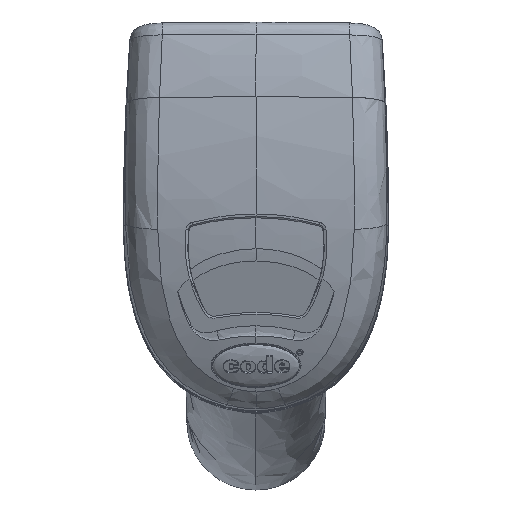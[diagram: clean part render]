
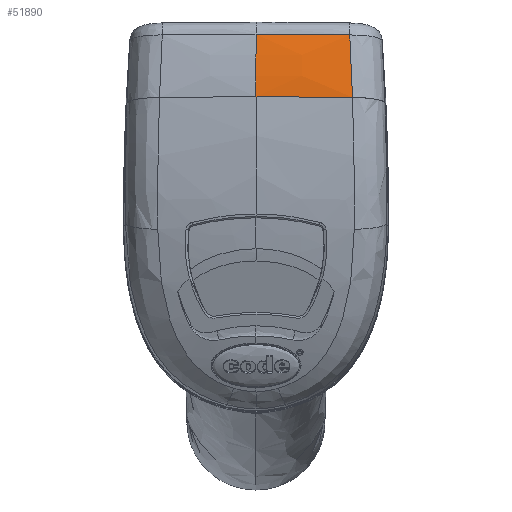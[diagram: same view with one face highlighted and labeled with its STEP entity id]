
A CAD part, top view. The second image highlights one B-rep face of the part: STEP entity #51890.
In plain terms, the highlighted free-form (B-spline) face has degree [3, 3] with [4, 10] control points.
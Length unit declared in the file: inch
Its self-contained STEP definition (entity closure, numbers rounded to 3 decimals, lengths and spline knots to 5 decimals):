
#3936 = CARTESIAN_POINT ( 'NONE',  ( 0.74334, -0.55158, 5.79074 ) ) ;
#4626 = CARTESIAN_POINT ( 'NONE',  ( 0.38791, -0.54757, 5.81604 ) ) ;
#6453 = CARTESIAN_POINT ( 'NONE',  ( 0.5874, -0.40573, 5.79556 ) ) ;
#7138 = CARTESIAN_POINT ( 'NONE',  ( -0.04596, -0.40209, 5.81616 ) ) ;
#8506 = CARTESIAN_POINT ( 'NONE',  ( 0.82461, -0.21563, 5.74609 ) ) ;
#8684 = CARTESIAN_POINT ( 'NONE',  ( 0.24108, -0.0648, 5.75707 ) ) ;
#9188 = CARTESIAN_POINT ( 'NONE',  ( -0.03064, -0.01748, 5.74699 ) ) ;
#12318 = CARTESIAN_POINT ( 'NONE',  ( 0.24828, -0.54654, 5.82257 ) ) ;
#13183 = CARTESIAN_POINT ( 'NONE',  ( 0.73791, -0.39031, 5.77846 ) ) ;
#16137 = CARTESIAN_POINT ( 'NONE',  ( -0.04584, -0.59833, 5.82915 ) ) ;
#20246 = CARTESIAN_POINT ( 'NONE',  ( 0.23502, -0.01793, 5.74444 ) ) ;
#24224 = CARTESIAN_POINT ( 'NONE',  ( 0.73087, -0.2291, 5.75624 ) ) ;
#25820 = CARTESIAN_POINT ( 'NONE',  ( 0.74498, -0.21422, 5.75408 ) ) ;
#26516 = CARTESIAN_POINT ( 'NONE',  ( 0.74235, -0.60439, 5.79477 ) ) ;
#27887 = CARTESIAN_POINT ( 'NONE',  ( 0.82169, -0.6058, 5.78681 ) ) ;
#27923 = CARTESIAN_POINT ( 'NONE',  ( 0.72225, -0.07056, 5.7244 ) ) ;
#28594 = CARTESIAN_POINT ( 'NONE',  ( 0.47041, -0.2104, 5.77574 ) ) ;
#33741 = CARTESIAN_POINT ( 'NONE',  ( 0.12415, -0.54608, 5.82547 ) ) ;
#34255 = DIRECTION ( 'NONE',  ( -1., 0., 0. ) ) ;
#35471 = EDGE_LOOP ( 'NONE', ( #126611, #121175, #58172, #76236 ) ) ;
#35758 = CARTESIAN_POINT ( 'NONE',  ( 0.40352, -0.5477, 5.81527 ) ) ;
#36183 = CARTESIAN_POINT ( 'NONE',  ( 0.58789, -0.21177, 5.76797 ) ) ;
#36854 = CARTESIAN_POINT ( 'NONE',  ( 0.11718, -0.59831, 5.82928 ) ) ;
#37402 = EDGE_CURVE ( 'NONE', #67694, #117099, #48022, .T. ) ;
#38250 = CARTESIAN_POINT ( 'NONE',  ( 0.11759, -0.20811, 5.78871 ) ) ;
#48022 =( BOUNDED_CURVE ( )  B_SPLINE_CURVE ( 3, ( #76096, #24224, #13183, #130006 ),
 .UNSPECIFIED., .F., .T. ) 
 B_SPLINE_CURVE_WITH_KNOTS ( ( 4, 4 ),
 ( 0., 1. ),
 .UNSPECIFIED. ) 
 CURVE ( )  GEOMETRIC_REPRESENTATION_ITEM ( )  RATIONAL_B_SPLINE_CURVE ( ( 1., 1., 1., 1. ) ) 
 REPRESENTATION_ITEM ( '' )  );
#48614 = CARTESIAN_POINT ( 'NONE',  ( 0.82393, -0.40958, 5.7737 ) ) ;
#49986 = CARTESIAN_POINT ( 'NONE',  ( -0.046, -0.20814, 5.78858 ) ) ;
#51354 = CARTESIAN_POINT ( 'NONE',  ( 0.78402, -0.02425, 5.70859 ) ) ;
#51890 = ADVANCED_FACE ( 'NONE', ( #90831 ), #69732, .F. ) ;
#52019 = CARTESIAN_POINT ( 'NONE',  ( -0.01531, -0.01747, 5.74703 ) ) ;
#52287 = AXIS2_PLACEMENT_3D ( 'NONE', #88183, #34255, #108954 ) ;
#55155 = CARTESIAN_POINT ( 'NONE',  ( 0.58957, -0.54947, 5.80408 ) ) ;
#57169 = CARTESIAN_POINT ( 'NONE',  ( 0.48118, -0.54836, 5.81105 ) ) ;
#58172 = ORIENTED_EDGE ( 'NONE', *, *, #87261, .F. ) ;
#58967 = CARTESIAN_POINT ( 'NONE',  ( 0.23506, -0.40253, 5.8137 ) ) ;
#59685 = CARTESIAN_POINT ( 'NONE',  ( 0.11749, -0.40207, 5.81629 ) ) ;
#60765 = B_SPLINE_CURVE_WITH_KNOTS ( 'NONE', 3,
 ( #3936, #109749, #55155, #57169, #88330, #35758, #4626, #12318, #33741, #96676 ),
 .UNSPECIFIED., .F., .F.,
 ( 4, 1, 1, 2, 2, 4 ),
 ( 0., 0.25, 0.375, 0.4375, 0.5, 1. ),
 .UNSPECIFIED. ) ;
#61728 = CARTESIAN_POINT ( 'NONE',  ( 0.11747, -0.01747, 5.74703 ) ) ;
#64023 = EDGE_CURVE ( 'NONE', #117099, #129312, #60765, .T. ) ;
#65909 = CARTESIAN_POINT ( 'NONE',  ( 0., -0.54608, 5.82547 ) ) ;
#67694 = VERTEX_POINT ( 'NONE', #27923 ) ;
#68754 = EDGE_CURVE ( 'NONE', #123225, #67694, #108897, .T. ) ;
#69393 = CARTESIAN_POINT ( 'NONE',  ( 0.23443, -0.59876, 5.8267 ) ) ;
#69732 =( BOUNDED_SURFACE ( )  B_SPLINE_SURFACE ( 3, 3, ( 
 ( #16137, #79058, #120553, #36854, #69393, #121247, #110195, #26516, #81116, #27887 ),
 ( #7138, #70796, #131604, #59685, #58967, #101203, #6453, #101895, #102582, #48614 ),
 ( #49986, #112951, #130948, #38250, #80438, #28594, #36183, #25820, #78380, #8506 ),
 ( #84534, #9188, #52019, #61728, #20246, #136411, #73482, #93552, #51354, #94225 ) ),
 .UNSPECIFIED., .F., .F., .F. ) 
 B_SPLINE_SURFACE_WITH_KNOTS ( ( 4, 4 ),
 ( 4, 2, 2, 2, 4 ),
 ( 0.79052, 0.97842 ),
 ( 0., 0.03156, 0.27367, 0.51578, 0.59812 ),
 .UNSPECIFIED. ) 
 GEOMETRIC_REPRESENTATION_ITEM ( )  RATIONAL_B_SPLINE_SURFACE ( (
 ( 0.974, 0.974, 0.974, 0.974, 0.974, 0.974, 0.974, 0.974, 0.974, 0.974),
 ( 0.979, 0.979, 0.979, 0.979, 0.979, 0.979, 0.979, 0.979, 0.979, 0.979),
 ( 0.987, 0.987, 0.987, 0.987, 0.987, 0.987, 0.987, 0.987, 0.987, 0.987),
 ( 0.997, 0.997, 0.997, 0.997, 0.997, 0.997, 0.997, 0.997, 0.997, 0.997) ) ) 
 REPRESENTATION_ITEM ( '' )  SURFACE ( )  );
#70796 = CARTESIAN_POINT ( 'NONE',  ( -0.03064, -0.40208, 5.81625 ) ) ;
#73482 = CARTESIAN_POINT ( 'NONE',  ( 0.5873, -0.02113, 5.72631 ) ) ;
#76096 = CARTESIAN_POINT ( 'NONE',  ( 0.72225, -0.07056, 5.7244 ) ) ;
#76236 = ORIENTED_EDGE ( 'NONE', *, *, #64023, .F. ) ;
#76580 = CIRCLE ( 'NONE', #52287, 3.93701 ) ;
#78380 = CARTESIAN_POINT ( 'NONE',  ( 0.78481, -0.2149, 5.75023 ) ) ;
#79058 = CARTESIAN_POINT ( 'NONE',  ( -0.03056, -0.59832, 5.82924 ) ) ;
#80438 = CARTESIAN_POINT ( 'NONE',  ( 0.23526, -0.20857, 5.78612 ) ) ;
#81116 = CARTESIAN_POINT ( 'NONE',  ( 0.78204, -0.60507, 5.79094 ) ) ;
#84534 = CARTESIAN_POINT ( 'NONE',  ( -0.04595, -0.0175, 5.7469 ) ) ;
#87261 = EDGE_CURVE ( 'NONE', #129312, #123225, #76580, .T. ) ;
#88183 = CARTESIAN_POINT ( 'NONE',  ( 0., -0.85835, 1.90087 ) ) ;
#88330 = CARTESIAN_POINT ( 'NONE',  ( 0.4346, -0.54796, 5.81363 ) ) ;
#90831 = FACE_OUTER_BOUND ( 'NONE', #35471, .T. ) ;
#91008 = CARTESIAN_POINT ( 'NONE',  ( 0., -0.0648, 5.75707 ) ) ;
#93552 = CARTESIAN_POINT ( 'NONE',  ( 0.74423, -0.02358, 5.71243 ) ) ;
#94225 = CARTESIAN_POINT ( 'NONE',  ( 0.82378, -0.02498, 5.70445 ) ) ;
#96676 = CARTESIAN_POINT ( 'NONE',  ( 0., -0.54608, 5.82547 ) ) ;
#101203 = CARTESIAN_POINT ( 'NONE',  ( 0.47002, -0.40436, 5.80333 ) ) ;
#101895 = CARTESIAN_POINT ( 'NONE',  ( 0.74436, -0.40817, 5.78168 ) ) ;
#102582 = CARTESIAN_POINT ( 'NONE',  ( 0.78416, -0.40885, 5.77785 ) ) ;
#102768 = CARTESIAN_POINT ( 'NONE',  ( 0.48215, -0.06671, 5.7462 ) ) ;
#108897 =( BOUNDED_CURVE ( )  B_SPLINE_CURVE ( 3, ( #91008, #8684, #102768, #133197 ),
 .UNSPECIFIED., .F., .T. ) 
 B_SPLINE_CURVE_WITH_KNOTS ( ( 4, 4 ),
 ( 0., 1. ),
 .UNSPECIFIED. ) 
 CURVE ( )  GEOMETRIC_REPRESENTATION_ITEM ( )  RATIONAL_B_SPLINE_CURVE ( ( 1., 1., 1., 1. ) ) 
 REPRESENTATION_ITEM ( '' )  );
#108954 = DIRECTION ( 'NONE',  ( 0., -0.54, 0.842 ) ) ;
#109749 = CARTESIAN_POINT ( 'NONE',  ( 0.68196, -0.55067, 5.7965 ) ) ;
#110195 = CARTESIAN_POINT ( 'NONE',  ( 0.58583, -0.60195, 5.80861 ) ) ;
#112951 = CARTESIAN_POINT ( 'NONE',  ( -0.03067, -0.20812, 5.78867 ) ) ;
#117099 = VERTEX_POINT ( 'NONE', #129368 ) ;
#120553 = CARTESIAN_POINT ( 'NONE',  ( -0.01528, -0.59831, 5.82928 ) ) ;
#121175 = ORIENTED_EDGE ( 'NONE', *, *, #68754, .F. ) ;
#121247 = CARTESIAN_POINT ( 'NONE',  ( 0.46875, -0.60059, 5.81636 ) ) ;
#123225 = VERTEX_POINT ( 'NONE', #131079 ) ;
#126611 = ORIENTED_EDGE ( 'NONE', *, *, #37402, .F. ) ;
#129312 = VERTEX_POINT ( 'NONE', #65909 ) ;
#129368 = CARTESIAN_POINT ( 'NONE',  ( 0.74334, -0.55158, 5.79074 ) ) ;
#130006 = CARTESIAN_POINT ( 'NONE',  ( 0.74334, -0.55158, 5.79074 ) ) ;
#130948 = CARTESIAN_POINT ( 'NONE',  ( -0.01533, -0.20811, 5.78871 ) ) ;
#131079 = CARTESIAN_POINT ( 'NONE',  ( 0., -0.0648, 5.75707 ) ) ;
#131604 = CARTESIAN_POINT ( 'NONE',  ( -0.01532, -0.40207, 5.81629 ) ) ;
#133197 = CARTESIAN_POINT ( 'NONE',  ( 0.72225, -0.07056, 5.7244 ) ) ;
#136411 = CARTESIAN_POINT ( 'NONE',  ( 0.46993, -0.01976, 5.73408 ) ) ;
